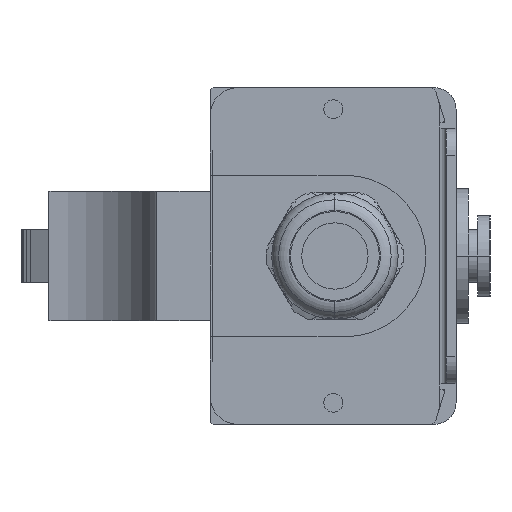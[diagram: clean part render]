
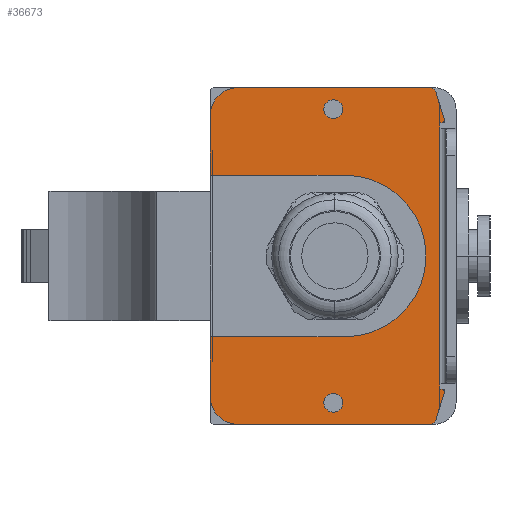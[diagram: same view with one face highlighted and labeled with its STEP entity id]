
A CAD part, left-side view. The second image highlights one B-rep face of the part: STEP entity #36673.
In plain terms, the highlighted face is planar.
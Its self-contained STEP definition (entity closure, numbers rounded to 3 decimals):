
#35834=CARTESIAN_POINT('',(4.739,1.8,-30.25));
#35835=DIRECTION('',(0.,1.,0.));
#35836=DIRECTION('',(0.,0.,-1.));
#35837=AXIS2_PLACEMENT_3D('',#35834,#35835,#35836);
#35844=DIRECTION('',(-0.294,0.,-0.956));
#35845=VECTOR('',#35844,5.656);
#35846=CARTESIAN_POINT('',(3.783,1.8,30.544));
#35847=LINE('',#35846,#35845);
#35848=DIRECTION('',(1.,0.,0.));
#35849=VECTOR('',#35848,0.594);
#35850=CARTESIAN_POINT('',(2.406,1.8,24.75));
#35851=LINE('',#35850,#35849);
#35852=DIRECTION('',(0.,0.,-1.));
#35853=VECTOR('',#35852,1.);
#35854=CARTESIAN_POINT('',(3.,1.8,24.75));
#35855=LINE('',#35854,#35853);
#35856=DIRECTION('',(0.,0.,-1.));
#35857=VECTOR('',#35856,1.);
#35858=CARTESIAN_POINT('',(3.,1.8,-23.75));
#35859=LINE('',#35858,#35857);
#35860=DIRECTION('',(-1.,0.,0.));
#35861=VECTOR('',#35860,0.594);
#35862=CARTESIAN_POINT('',(3.,1.8,-24.75));
#35863=LINE('',#35862,#35861);
#35864=DIRECTION('',(0.294,0.,-0.956));
#35865=VECTOR('',#35864,5.656);
#35866=CARTESIAN_POINT('',(2.119,1.8,-25.138));
#35867=LINE('',#35866,#35865);
#35868=DIRECTION('',(1.,0.,0.));
#35869=VECTOR('',#35868,35.861);
#35870=CARTESIAN_POINT('',(4.739,1.8,-31.25));
#35871=LINE('',#35870,#35869);
#35872=DIRECTION('',(0.,0.,1.));
#35873=VECTOR('',#35872,11.25);
#35874=CARTESIAN_POINT('',(45.6,1.8,-26.25));
#35875=LINE('',#35874,#35873);
#35876=DIRECTION('',(-1.,0.,0.));
#35877=VECTOR('',#35876,25.);
#35878=CARTESIAN_POINT('',(45.6,1.8,-15.));
#35879=LINE('',#35878,#35877);
#35880=CARTESIAN_POINT('',(20.6,1.8,0.));
#35881=DIRECTION('',(0.,1.,0.));
#35882=DIRECTION('',(0.,0.,-1.));
#35883=AXIS2_PLACEMENT_3D('',#35880,#35881,#35882);
#35885=DIRECTION('',(-1.,0.,0.));
#35886=VECTOR('',#35885,25.);
#35887=CARTESIAN_POINT('',(45.6,1.8,15.));
#35888=LINE('',#35887,#35886);
#35889=DIRECTION('',(0.,0.,1.));
#35890=VECTOR('',#35889,11.25);
#35891=CARTESIAN_POINT('',(45.6,1.8,15.));
#35892=LINE('',#35891,#35890);
#35893=DIRECTION('',(-1.,0.,0.));
#35894=VECTOR('',#35893,35.861);
#35895=CARTESIAN_POINT('',(40.6,1.8,31.25));
#35896=LINE('',#35895,#35894);
#35897=CARTESIAN_POINT('',(22.8,1.8,27.25));
#35898=DIRECTION('',(0.,1.,0.));
#35899=DIRECTION('',(0.,0.,1.));
#35900=AXIS2_PLACEMENT_3D('',#35897,#35898,#35899);
#35902=CARTESIAN_POINT('',(22.8,1.8,27.25));
#35903=DIRECTION('',(0.,1.,0.));
#35904=DIRECTION('',(0.,0.,-1.));
#35905=AXIS2_PLACEMENT_3D('',#35902,#35903,#35904);
#35907=CARTESIAN_POINT('',(22.8,1.8,-27.25));
#35908=DIRECTION('',(0.,1.,0.));
#35909=DIRECTION('',(0.,0.,1.));
#35910=AXIS2_PLACEMENT_3D('',#35907,#35908,#35909);
#35912=CARTESIAN_POINT('',(22.8,1.8,-27.25));
#35913=DIRECTION('',(0.,1.,0.));
#35914=DIRECTION('',(0.,0.,-1.));
#35915=AXIS2_PLACEMENT_3D('',#35912,#35913,#35914);
#35921=CARTESIAN_POINT('',(4.739,1.8,30.25));
#35922=DIRECTION('',(0.,1.,0.));
#35923=DIRECTION('',(-0.956,0.,0.294));
#35924=AXIS2_PLACEMENT_3D('',#35921,#35922,#35923);
#36010=CARTESIAN_POINT('',(40.6,1.8,26.25));
#36011=DIRECTION('',(0.,1.,0.));
#36012=DIRECTION('',(0.,0.,1.));
#36013=AXIS2_PLACEMENT_3D('',#36010,#36011,#36012);
#36035=CARTESIAN_POINT('',(40.6,1.8,-26.25));
#36036=DIRECTION('',(0.,1.,0.));
#36037=DIRECTION('',(1.,0.,0.));
#36038=AXIS2_PLACEMENT_3D('',#36035,#36036,#36037);
#36305=DIRECTION('',(0.,0.,1.));
#36306=VECTOR('',#36305,47.5);
#36307=CARTESIAN_POINT('',(3.,1.8,-23.75));
#36308=LINE('',#36307,#36306);
#36339=CARTESIAN_POINT('',(2.406,1.8,25.05));
#36340=DIRECTION('',(0.,1.,0.));
#36341=DIRECTION('',(0.,0.,-1.));
#36342=AXIS2_PLACEMENT_3D('',#36339,#36340,#36341);
#36378=CARTESIAN_POINT('',(2.406,1.8,-25.05));
#36379=DIRECTION('',(0.,1.,0.));
#36380=DIRECTION('',(-0.956,0.,-0.294));
#36381=AXIS2_PLACEMENT_3D('',#36378,#36379,#36380);
#36399=CARTESIAN_POINT('',(45.6,1.8,-26.25));
#36401=VERTEX_POINT('',#36399);
#36403=CARTESIAN_POINT('',(40.6,1.8,-31.25));
#36404=VERTEX_POINT('',#36403);
#36408=CARTESIAN_POINT('',(45.6,1.8,26.25));
#36410=VERTEX_POINT('',#36408);
#36413=CARTESIAN_POINT('',(40.6,1.8,31.25));
#36414=VERTEX_POINT('',#36413);
#36423=CARTESIAN_POINT('',(45.6,1.8,-15.));
#36424=VERTEX_POINT('',#36423);
#36425=CARTESIAN_POINT('',(45.6,1.8,15.));
#36426=VERTEX_POINT('',#36425);
#36427=CARTESIAN_POINT('',(20.6,1.8,-15.));
#36428=VERTEX_POINT('',#36427);
#36429=CARTESIAN_POINT('',(20.6,1.8,15.));
#36430=VERTEX_POINT('',#36429);
#36447=CARTESIAN_POINT('',(3.,1.8,-23.75));
#36448=CARTESIAN_POINT('',(3.,1.8,-24.75));
#36449=VERTEX_POINT('',#36447);
#36450=VERTEX_POINT('',#36448);
#36451=CARTESIAN_POINT('',(3.,1.8,24.75));
#36452=CARTESIAN_POINT('',(3.,1.8,23.75));
#36453=VERTEX_POINT('',#36451);
#36454=VERTEX_POINT('',#36452);
#36524=CARTESIAN_POINT('',(2.406,1.8,-24.75));
#36526=VERTEX_POINT('',#36524);
#36528=CARTESIAN_POINT('',(2.119,1.8,-25.138));
#36529=VERTEX_POINT('',#36528);
#36531=CARTESIAN_POINT('',(2.119,1.8,25.138));
#36533=VERTEX_POINT('',#36531);
#36535=CARTESIAN_POINT('',(2.406,1.8,24.75));
#36536=VERTEX_POINT('',#36535);
#36537=CARTESIAN_POINT('',(3.783,1.8,30.544));
#36539=VERTEX_POINT('',#36537);
#36541=CARTESIAN_POINT('',(4.739,1.8,31.25));
#36542=VERTEX_POINT('',#36541);
#36546=CARTESIAN_POINT('',(3.783,1.8,-30.544));
#36548=VERTEX_POINT('',#36546);
#36551=CARTESIAN_POINT('',(4.739,1.8,-31.25));
#36552=VERTEX_POINT('',#36551);
#36561=CARTESIAN_POINT('',(22.8,1.8,29.));
#36562=CARTESIAN_POINT('',(22.8,1.8,25.5));
#36563=VERTEX_POINT('',#36561);
#36564=VERTEX_POINT('',#36562);
#36565=CARTESIAN_POINT('',(22.8,1.8,-25.5));
#36566=CARTESIAN_POINT('',(22.8,1.8,-29.));
#36567=VERTEX_POINT('',#36565);
#36568=VERTEX_POINT('',#36566);
#36617=CARTESIAN_POINT('',(45.6,1.8,-31.25));
#36618=DIRECTION('',(0.,1.,0.));
#36619=DIRECTION('',(-1.,0.,0.));
#36620=AXIS2_PLACEMENT_3D('',#36617,#36618,#36619);
#36621=PLANE('',#36620);
#36623=ORIENTED_EDGE('',*,*,#36622,.F.);
#36625=ORIENTED_EDGE('',*,*,#36624,.T.);
#36627=ORIENTED_EDGE('',*,*,#36626,.F.);
#36629=ORIENTED_EDGE('',*,*,#36628,.T.);
#36631=ORIENTED_EDGE('',*,*,#36630,.T.);
#36633=ORIENTED_EDGE('',*,*,#36632,.F.);
#36635=ORIENTED_EDGE('',*,*,#36634,.T.);
#36637=ORIENTED_EDGE('',*,*,#36636,.T.);
#36639=ORIENTED_EDGE('',*,*,#36638,.F.);
#36640=ORIENTED_EDGE('',*,*,#36606,.T.);
#36641=ORIENTED_EDGE('',*,*,#36595,.F.);
#36642=ORIENTED_EDGE('',*,*,#36580,.T.);
#36644=ORIENTED_EDGE('',*,*,#36643,.F.);
#36646=ORIENTED_EDGE('',*,*,#36645,.T.);
#36648=ORIENTED_EDGE('',*,*,#36647,.T.);
#36650=ORIENTED_EDGE('',*,*,#36649,.T.);
#36652=ORIENTED_EDGE('',*,*,#36651,.F.);
#36654=ORIENTED_EDGE('',*,*,#36653,.T.);
#36656=ORIENTED_EDGE('',*,*,#36655,.F.);
#36658=ORIENTED_EDGE('',*,*,#36657,.T.);
#36659=EDGE_LOOP('',(#36623,#36625,#36627,#36629,#36631,#36633,#36635,#36637,
#36639,#36640,#36641,#36642,#36644,#36646,#36648,#36650,#36652,#36654,#36656,
#36658));
#36660=FACE_OUTER_BOUND('',#36659,.F.);
#36662=ORIENTED_EDGE('',*,*,#36661,.T.);
#36664=ORIENTED_EDGE('',*,*,#36663,.T.);
#36665=EDGE_LOOP('',(#36662,#36664));
#36666=FACE_BOUND('',#36665,.F.);
#36668=ORIENTED_EDGE('',*,*,#36667,.T.);
#36670=ORIENTED_EDGE('',*,*,#36669,.T.);
#36671=EDGE_LOOP('',(#36668,#36670));
#36672=FACE_BOUND('',#36671,.F.);
#36673=ADVANCED_FACE('',(#36660,#36666,#36672),#36621,.T.);
#35838=CIRCLE('',#35837,1.);
#35884=CIRCLE('',#35883,15.);
#35901=CIRCLE('',#35900,1.75);
#35906=CIRCLE('',#35905,1.75);
#35911=CIRCLE('',#35910,1.75);
#35916=CIRCLE('',#35915,1.75);
#35925=CIRCLE('',#35924,1.);
#36014=CIRCLE('',#36013,5.);
#36039=CIRCLE('',#36038,5.);
#36343=CIRCLE('',#36342,0.3);
#36382=CIRCLE('',#36381,0.3);
#36580=EDGE_CURVE('',#36552,#36404,#35871,.T.);
#36595=EDGE_CURVE('',#36552,#36548,#35838,.T.);
#36606=EDGE_CURVE('',#36529,#36548,#35867,.T.);
#36622=EDGE_CURVE('',#36539,#36542,#35925,.T.);
#36624=EDGE_CURVE('',#36539,#36533,#35847,.T.);
#36626=EDGE_CURVE('',#36536,#36533,#36343,.T.);
#36628=EDGE_CURVE('',#36536,#36453,#35851,.T.);
#36630=EDGE_CURVE('',#36453,#36454,#35855,.T.);
#36632=EDGE_CURVE('',#36449,#36454,#36308,.T.);
#36634=EDGE_CURVE('',#36449,#36450,#35859,.T.);
#36636=EDGE_CURVE('',#36450,#36526,#35863,.T.);
#36638=EDGE_CURVE('',#36529,#36526,#36382,.T.);
#36643=EDGE_CURVE('',#36401,#36404,#36039,.T.);
#36645=EDGE_CURVE('',#36401,#36424,#35875,.T.);
#36647=EDGE_CURVE('',#36424,#36428,#35879,.T.);
#36649=EDGE_CURVE('',#36428,#36430,#35884,.T.);
#36651=EDGE_CURVE('',#36426,#36430,#35888,.T.);
#36653=EDGE_CURVE('',#36426,#36410,#35892,.T.);
#36655=EDGE_CURVE('',#36414,#36410,#36014,.T.);
#36657=EDGE_CURVE('',#36414,#36542,#35896,.T.);
#36661=EDGE_CURVE('',#36563,#36564,#35901,.T.);
#36663=EDGE_CURVE('',#36564,#36563,#35906,.T.);
#36667=EDGE_CURVE('',#36567,#36568,#35911,.T.);
#36669=EDGE_CURVE('',#36568,#36567,#35916,.T.);
